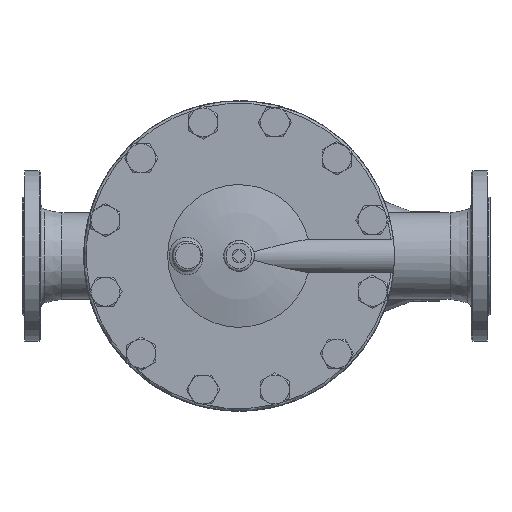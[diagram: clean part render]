
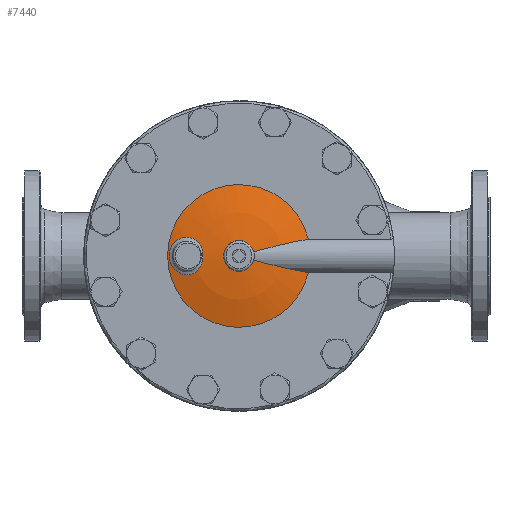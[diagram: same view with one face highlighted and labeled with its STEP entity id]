
A CAD part, top view. The second image highlights one B-rep face of the part: STEP entity #7440.
In plain terms, the highlighted spherical face has radius 299 mm.
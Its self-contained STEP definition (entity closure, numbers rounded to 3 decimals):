
#29=SPHERICAL_SURFACE('',#8153,299.);
#241=FACE_BOUND('',#2490,.T.);
#1492=B_SPLINE_CURVE_WITH_KNOTS('',3,(#13632,#13633,#13634,#13635,#13636,
#13637,#13638,#13639,#13640,#13641),.UNSPECIFIED.,.F.,.F.,(4,2,2,2,4),(10.757,
11.543,13.782,16.021,16.988),
 .UNSPECIFIED.);
#1494=B_SPLINE_CURVE_WITH_KNOTS('',3,(#13653,#13654,#13655,#13656,#13657,
#13658,#13659,#13660,#13661,#13662),.UNSPECIFIED.,.F.,.F.,(4,2,2,2,4),(1.273,
2.239,4.479,6.718,7.504),
 .UNSPECIFIED.);
#1496=B_SPLINE_CURVE_WITH_KNOTS('',3,(#13680,#13681,#13682,#13683,#13684,
#13685,#13686,#13687,#13688,#13689,#13690,#13691,#13692,#13693,#13694,#13695,
#13696,#13697,#13698,#13699,#13700,#13701,#13702,#13703,#13704,#13705),
 .UNSPECIFIED.,.T.,.F.,(4,1,1,1,1,1,1,1,1,1,1,1,1,1,1,1,1,1,1,1,1,1,1,4),
(0.,0.485,0.97,1.94,2.909,
3.879,4.526,5.172,5.819,6.142,
6.465,7.112,7.758,8.405,9.051,
9.375,9.698,10.021,10.344,10.991,
11.637,12.607,13.092,13.577),
 .UNSPECIFIED.);
#1985=FACE_OUTER_BOUND('',#2489,.T.);
#2489=EDGE_LOOP('',(#6278,#6279,#6280,#6281,#6282));
#2490=EDGE_LOOP('',(#6283));
#2937=CIRCLE('',#8139,83.868);
#2942=CIRCLE('',#8150,18.);
#2943=CIRCLE('',#8151,18.);
#3518=VERTEX_POINT('',#13532);
#3519=VERTEX_POINT('',#13534);
#3530=VERTEX_POINT('',#13631);
#3531=VERTEX_POINT('',#13642);
#3534=VERTEX_POINT('',#13673);
#3535=VERTEX_POINT('',#13679);
#4479=EDGE_CURVE('',#3518,#3519,#2937,.T.);
#4493=EDGE_CURVE('',#3530,#3519,#1492,.T.);
#4495=EDGE_CURVE('',#3518,#3531,#1494,.T.);
#4499=EDGE_CURVE('',#3531,#3534,#2942,.T.);
#4500=EDGE_CURVE('',#3534,#3530,#2943,.T.);
#4502=EDGE_CURVE('',#3535,#3535,#1496,.T.);
#6278=ORIENTED_EDGE('',*,*,#4495,.T.);
#6279=ORIENTED_EDGE('',*,*,#4499,.T.);
#6280=ORIENTED_EDGE('',*,*,#4500,.T.);
#6281=ORIENTED_EDGE('',*,*,#4493,.T.);
#6282=ORIENTED_EDGE('',*,*,#4479,.F.);
#6283=ORIENTED_EDGE('',*,*,#4502,.F.);
#7440=ADVANCED_FACE('',(#1985,#241),#29,.T.);
#8139=AXIS2_PLACEMENT_3D('',#13535,#9695,#9696);
#8150=AXIS2_PLACEMENT_3D('',#13675,#9722,#9723);
#8151=AXIS2_PLACEMENT_3D('',#13676,#9724,#9725);
#8153=AXIS2_PLACEMENT_3D('',#13678,#9728,#9729);
#9695=DIRECTION('center_axis',(0.,0.,-1.));
#9696=DIRECTION('ref_axis',(0.,1.,0.));
#9722=DIRECTION('center_axis',(0.,0.,-1.));
#9723=DIRECTION('ref_axis',(1.,0.,0.));
#9724=DIRECTION('center_axis',(0.,0.,-1.));
#9725=DIRECTION('ref_axis',(1.,0.,0.));
#9728=DIRECTION('center_axis',(0.,0.,
1.));
#9729=DIRECTION('ref_axis',(-1.,0.,0.));
#13532=CARTESIAN_POINT('',(81.546,-19.596,32.1));
#13534=CARTESIAN_POINT('',(81.546,19.596,32.1));
#13535=CARTESIAN_POINT('Origin',(0.,0.,32.1));
#13631=CARTESIAN_POINT('',(17.337,4.841,43.561));
#13632=CARTESIAN_POINT('Ctrl Pts',(17.337,4.841,43.561));
#13633=CARTESIAN_POINT('Ctrl Pts',(19.981,5.574,43.395));
#13634=CARTESIAN_POINT('Ctrl Pts',(22.651,6.308,43.19));
#13635=CARTESIAN_POINT('Ctrl Pts',(33.013,9.116,42.242));
#13636=CARTESIAN_POINT('Ctrl Pts',(40.841,11.156,41.203));
#13637=CARTESIAN_POINT('Ctrl Pts',(56.455,14.89,38.46));
#13638=CARTESIAN_POINT('Ctrl Pts',(64.242,16.582,36.758));
#13639=CARTESIAN_POINT('Ctrl Pts',(75.113,18.572,33.939));
#13640=CARTESIAN_POINT('Ctrl Pts',(78.354,19.116,33.04));
#13641=CARTESIAN_POINT('Ctrl Pts',(81.546,19.596,32.1));
#13642=CARTESIAN_POINT('',(17.337,-4.841,43.561));
#13653=CARTESIAN_POINT('Ctrl Pts',(81.546,-19.596,32.1));
#13654=CARTESIAN_POINT('Ctrl Pts',(78.354,-19.116,33.04));
#13655=CARTESIAN_POINT('Ctrl Pts',(75.113,-18.572,33.939));
#13656=CARTESIAN_POINT('Ctrl Pts',(64.242,-16.582,36.758));
#13657=CARTESIAN_POINT('Ctrl Pts',(56.455,-14.89,38.46));
#13658=CARTESIAN_POINT('Ctrl Pts',(40.841,-11.156,41.203));
#13659=CARTESIAN_POINT('Ctrl Pts',(33.013,-9.116,42.242));
#13660=CARTESIAN_POINT('Ctrl Pts',(22.651,-6.308,43.19));
#13661=CARTESIAN_POINT('Ctrl Pts',(19.981,-5.574,43.395));
#13662=CARTESIAN_POINT('Ctrl Pts',(17.337,-4.841,43.561));
#13673=CARTESIAN_POINT('',(-18.,0.,43.561));
#13675=CARTESIAN_POINT('Origin',(0.,0.,43.561));
#13676=CARTESIAN_POINT('Origin',(0.,0.,43.561));
#13678=CARTESIAN_POINT('Origin',(0.,0.,-254.897));
#13679=CARTESIAN_POINT('',(-68.802,20.621,35.348));
#13680=CARTESIAN_POINT('Ctrl Pts',(-68.802,20.621,35.348));
#13681=CARTESIAN_POINT('Ctrl Pts',(-70.242,20.032,35.048));
#13682=CARTESIAN_POINT('Ctrl Pts',(-73.018,18.493,34.473));
#13683=CARTESIAN_POINT('Ctrl Pts',(-77.726,14.268,33.503));
#13684=CARTESIAN_POINT('Ctrl Pts',(-81.713,7.185,32.686));
#13685=CARTESIAN_POINT('Ctrl Pts',(-82.671,-2.534,
32.49));
#13686=CARTESIAN_POINT('Ctrl Pts',(-80.018,-10.805,
33.033));
#13687=CARTESIAN_POINT('Ctrl Pts',(-75.423,-16.678,
33.976));
#13688=CARTESIAN_POINT('Ctrl Pts',(-70.225,-20.34,
35.051));
#13689=CARTESIAN_POINT('Ctrl Pts',(-65.177,-21.913,
36.103));
#13690=CARTESIAN_POINT('Ctrl Pts',(-61.026,-22.165,36.975));
#13691=CARTESIAN_POINT('Ctrl Pts',(-56.857,-21.726,
37.856));
#13692=CARTESIAN_POINT('Ctrl Pts',(-51.919,-19.884,38.912));
#13693=CARTESIAN_POINT('Ctrl Pts',(-47.027,-15.747,
39.985));
#13694=CARTESIAN_POINT('Ctrl Pts',(-43.817,-10.2,
40.722));
#13695=CARTESIAN_POINT('Ctrl Pts',(-42.733,-4.933,
41.006));
#13696=CARTESIAN_POINT('Ctrl Pts',(-42.548,-0.687,
41.065));
#13697=CARTESIAN_POINT('Ctrl Pts',(-42.597,2.478,41.049));
#13698=CARTESIAN_POINT('Ctrl Pts',(-42.906,5.644,40.96));
#13699=CARTESIAN_POINT('Ctrl Pts',(-43.829,9.798,40.725));
#13700=CARTESIAN_POINT('Ctrl Pts',(-46.16,14.618,40.18));
#13701=CARTESIAN_POINT('Ctrl Pts',(-51.462,19.865,39.008));
#13702=CARTESIAN_POINT('Ctrl Pts',(-58.042,22.241,37.602));
#13703=CARTESIAN_POINT('Ctrl Pts',(-64.311,22.057,36.284));
#13704=CARTESIAN_POINT('Ctrl Pts',(-67.362,21.211,35.647));
#13705=CARTESIAN_POINT('Ctrl Pts',(-68.802,20.621,35.348));
